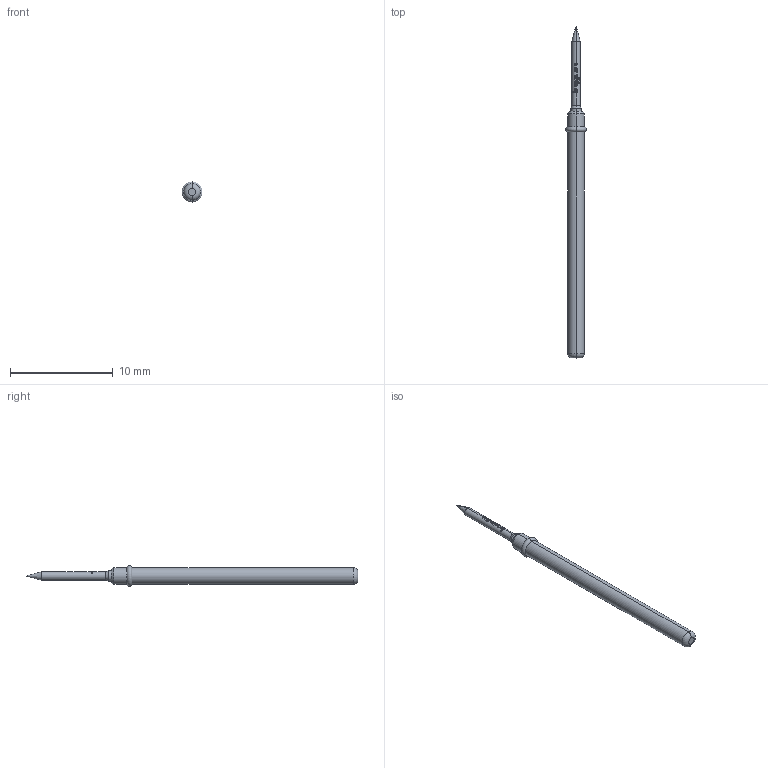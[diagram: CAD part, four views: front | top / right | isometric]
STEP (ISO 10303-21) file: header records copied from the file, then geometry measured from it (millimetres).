
FILE_DESCRIPTION (( 'STEP AP203' ), '1' );
FILE_NAME ('INGUN_GKS-112_201_080_X_xx02_0.STEP', '2017-01-16T12:43:33', ( '' ), ( '' ), 'SwSTEP 2.0', 'SolidWorks 2016', '' );
FILE_SCHEMA (( 'CONFIG_CONTROL_DESIGN' ));
Length unit declared in the file: millimetre
Products named in the file (2): INGUN_GKS-112_201_080_X_xx02_0
Bounding box: 2.03 x 32.3 x 2.03 mm (x, y, z)
Volume: 55.2 mm3; surface area: 147.1 mm2
Topology: 1 solids, 1 shells, 101 faces, 280 edges, 181 vertices
Faces by surface type: plane 42, cylinder 27, bspline 22, cone 6, torus 4
Entity records: 3645 total; most frequent: CARTESIAN_POINT 1062, ORIENTED_EDGE 556, DIRECTION 454, EDGE_CURVE 278, AXIS2_PLACEMENT_3D 181, VERTEX_POINT 181, EDGE_LOOP 103, ADVANCED_FACE 101
